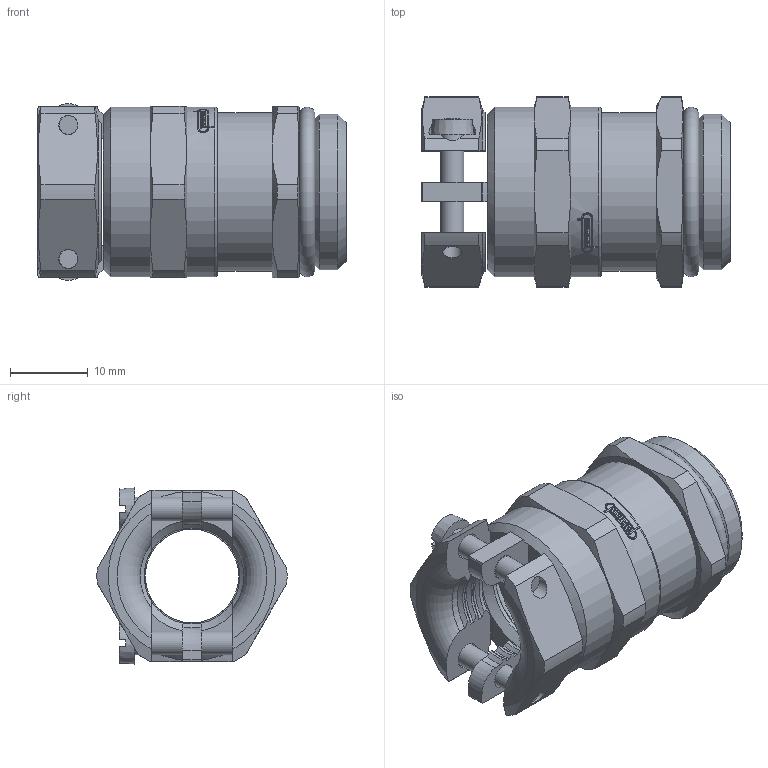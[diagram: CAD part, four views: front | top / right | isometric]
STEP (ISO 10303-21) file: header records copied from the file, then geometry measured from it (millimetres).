
FILE_DESCRIPTION(/* description */ ('HSK-MZ Metr.-Cable glands for special applications'),/* implementation_level */ '2;1');
FILE_NAME(/* name */ 'HU1690200050.stp',/* time_stamp */ '2021-10-12T14:52:53+02:00',/* author */ ('sl'),/* organization */ ('HUMMEL'),/* preprocessor_version */ 'ST-DEVELOPER v16.5',/* originating_system */ 'Autodesk Inventor 2017',/* authorisation */ '');
FILE_SCHEMA (('AUTOMOTIVE_DESIGN { 1 0 10303 214 3 1 1 }'));
Length unit declared in the file: millimetre
Products named in the file (6): HSK-MZ 1.690.2000.50; HSK-MZ 1.690.2000.50-Gland; HSK-MZ 1.690.2000.50-Nut; HSK-MZ 1.690.2000.50-Clamping insert; HSK-MZ 1.690.2000.50-Sealing insert; HSK-MZ 1.690.2000.50-O-Ring
Assembly tree (5 placements, depth 2):
  HSK-MZ 1.690.2000.50
    HSK-MZ 1.690.2000.50-Gland
    HSK-MZ 1.690.2000.50-Nut
    HSK-MZ 1.690.2000.50-Clamping insert
    HSK-MZ 1.690.2000.50-Sealing insert
    HSK-MZ 1.690.2000.50-O-Ring
Bounding box: 39.55 x 24.4 x 22.68 mm (x, y, z)
Volume: 8872.7 mm3; surface area: 10561.3 mm2
Topology: 5 solids, 5 shells, 309 faces, 831 edges, 549 vertices
Faces by surface type: plane 159, cylinder 83, cone 51, torus 16
Full cylindrical faces by diameter (mm): 2.459 x2, 3 x3, 3.2 x2, 3.4 x2, 12 x1, 12.1 x1, 12.3 x1, 14.1 x2, 14.8 x2, 16.6 x2, 17.5 x2, 17.8 x1, 19.06 x1, 19.4 x1, 19.73 x2, 20 x1, 20.4 x1, 21.8 x2
Entity records: 9731 total; most frequent: CARTESIAN_POINT 2128, DIRECTION 1598, ORIENTED_EDGE 1526, EDGE_CURVE 763, AXIS2_PLACEMENT_3D 631, VERTEX_POINT 530, EDGE_LOOP 393, LINE 336
